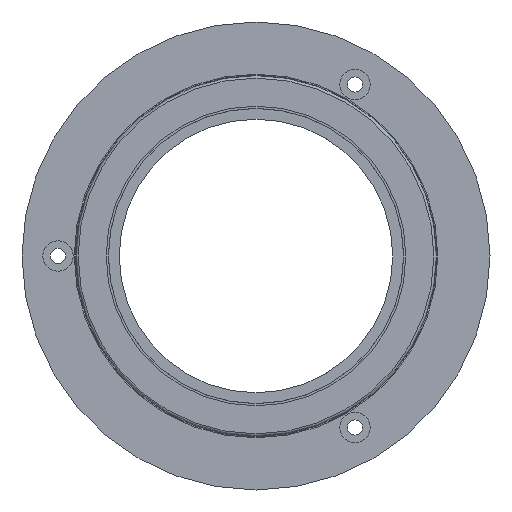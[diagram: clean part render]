
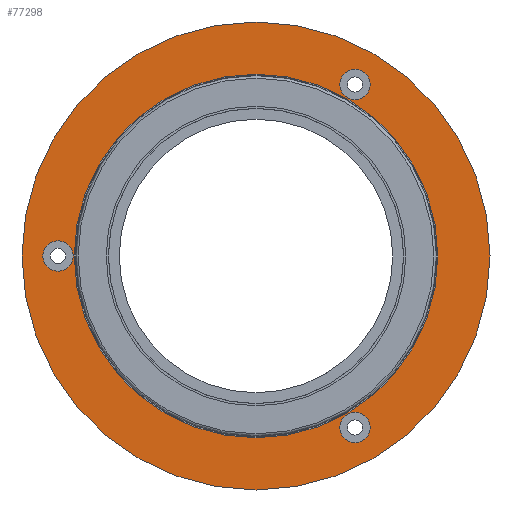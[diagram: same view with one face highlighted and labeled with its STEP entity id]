
A CAD part, left-side view. The second image highlights one B-rep face of the part: STEP entity #77298.
In plain terms, the highlighted planar face has unit normal (-1, 0, 0).
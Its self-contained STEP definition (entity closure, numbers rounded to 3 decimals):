
#669 = CIRCLE ( 'NONE', #67081, 2.1 ) ;
#4569 = EDGE_CURVE ( 'NONE', #15423, #15423, #19071, .T. ) ;
#7035 = AXIS2_PLACEMENT_3D ( 'NONE', #90538, #9368, #52334 ) ;
#8496 = DIRECTION ( 'NONE',  ( 0., 1., 0. ) ) ;
#9368 = DIRECTION ( 'NONE',  ( 1., 0., 0. ) ) ;
#10221 = CARTESIAN_POINT ( 'NONE',  ( 2.8, 32.5, 0. ) ) ;
#11137 = VERTEX_POINT ( 'NONE', #61674 ) ;
#12969 = DIRECTION ( 'NONE',  ( 1., 0., 0. ) ) ;
#15356 = AXIS2_PLACEMENT_3D ( 'NONE', #50712, #12969, #49794 ) ;
#15423 = VERTEX_POINT ( 'NONE', #44214 ) ;
#17971 = FACE_BOUND ( 'NONE', #91705, .T. ) ;
#18703 = ORIENTED_EDGE ( 'NONE', *, *, #23596, .T. ) ;
#19071 = CIRCLE ( 'NONE', #7035, 2.1 ) ;
#23596 = EDGE_CURVE ( 'NONE', #31933, #31933, #91309, .T. ) ;
#25143 = ORIENTED_EDGE ( 'NONE', *, *, #40493, .T. ) ;
#25935 = CIRCLE ( 'NONE', #15356, 22.5 ) ;
#29294 = CARTESIAN_POINT ( 'NONE',  ( 2.8, -13.75, -23.816 ) ) ;
#30062 = ORIENTED_EDGE ( 'NONE', *, *, #50011, .F. ) ;
#31003 = CARTESIAN_POINT ( 'NONE',  ( 2.8, -11.65, -23.816 ) ) ;
#31933 = VERTEX_POINT ( 'NONE', #89540 ) ;
#32939 = EDGE_LOOP ( 'NONE', ( #25143 ) ) ;
#40493 = EDGE_CURVE ( 'NONE', #89996, #89996, #669, .T. ) ;
#41076 = CARTESIAN_POINT ( 'NONE',  ( 2.8, 22.5, 0. ) ) ;
#43625 = AXIS2_PLACEMENT_3D ( 'NONE', #92400, #48952, #83886 ) ;
#44214 = CARTESIAN_POINT ( 'NONE',  ( 2.8, -11.65, 23.816 ) ) ;
#44335 = EDGE_LOOP ( 'NONE', ( #79708 ) ) ;
#47231 = FACE_BOUND ( 'NONE', #32939, .T. ) ;
#47265 = CARTESIAN_POINT ( 'NONE',  ( 2.8, 27.5, 0. ) ) ;
#47534 = AXIS2_PLACEMENT_3D ( 'NONE', #47265, #91668, #70909 ) ;
#48952 = DIRECTION ( 'NONE',  ( 1., 0., 0. ) ) ;
#49677 = CIRCLE ( 'NONE', #43625, 32.5 ) ;
#49794 = DIRECTION ( 'NONE',  ( 0., 1., 0. ) ) ;
#50011 = EDGE_CURVE ( 'NONE', #81076, #81076, #49677, .T. ) ;
#50712 = CARTESIAN_POINT ( 'NONE',  ( 2.8, 0., 0. ) ) ;
#52334 = DIRECTION ( 'NONE',  ( 0., 1., 0. ) ) ;
#58094 = DIRECTION ( 'NONE',  ( 1., 0., 0. ) ) ;
#59545 = EDGE_LOOP ( 'NONE', ( #30062 ) ) ;
#61433 = DIRECTION ( 'NONE',  ( -1., 0., 0. ) ) ;
#61674 = CARTESIAN_POINT ( 'NONE',  ( 2.8, 22.5, 0. ) ) ;
#67081 = AXIS2_PLACEMENT_3D ( 'NONE', #29294, #58094, #8496 ) ;
#70909 = DIRECTION ( 'NONE',  ( 0., 1., 0. ) ) ;
#71484 = EDGE_LOOP ( 'NONE', ( #18703 ) ) ;
#72501 = ORIENTED_EDGE ( 'NONE', *, *, #4569, .T. ) ;
#75599 = FACE_BOUND ( 'NONE', #71484, .T. ) ;
#76055 = DIRECTION ( 'NONE',  ( 0., -1., 0. ) ) ;
#77298 = ADVANCED_FACE ( 'NONE', ( #75599, #47231, #17971, #84078, #83607 ), #91635, .T. ) ;
#79708 = ORIENTED_EDGE ( 'NONE', *, *, #85986, .T. ) ;
#81076 = VERTEX_POINT ( 'NONE', #10221 ) ;
#81116 = AXIS2_PLACEMENT_3D ( 'NONE', #41076, #61433, #76055 ) ;
#83607 = FACE_OUTER_BOUND ( 'NONE', #59545, .T. ) ;
#83886 = DIRECTION ( 'NONE',  ( 0., 1., 0. ) ) ;
#84078 = FACE_BOUND ( 'NONE', #44335, .T. ) ;
#85986 = EDGE_CURVE ( 'NONE', #11137, #11137, #25935, .T. ) ;
#89540 = CARTESIAN_POINT ( 'NONE',  ( 2.8, 29.6, 0. ) ) ;
#89996 = VERTEX_POINT ( 'NONE', #31003 ) ;
#90538 = CARTESIAN_POINT ( 'NONE',  ( 2.8, -13.75, 23.816 ) ) ;
#91309 = CIRCLE ( 'NONE', #47534, 2.1 ) ;
#91635 = PLANE ( 'NONE',  #81116 ) ;
#91668 = DIRECTION ( 'NONE',  ( 1., 0., 0. ) ) ;
#91705 = EDGE_LOOP ( 'NONE', ( #72501 ) ) ;
#92400 = CARTESIAN_POINT ( 'NONE',  ( 2.8, 0., 0. ) ) ;
